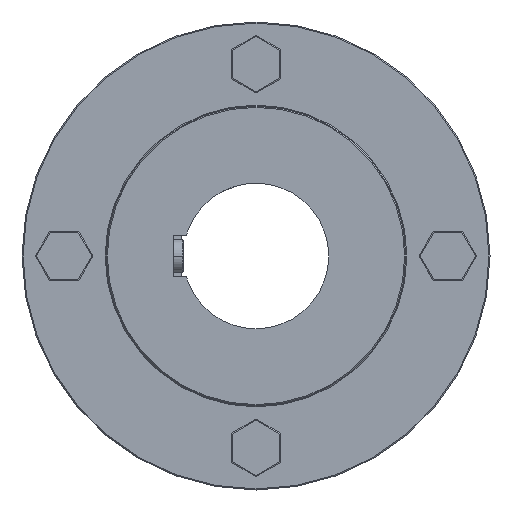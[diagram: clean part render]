
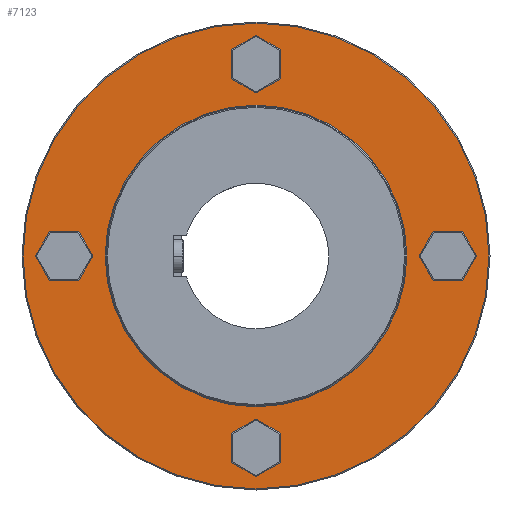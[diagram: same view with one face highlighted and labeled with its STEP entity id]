
A CAD part, left-side view. The second image highlights one B-rep face of the part: STEP entity #7123.
In plain terms, the highlighted planar face has unit normal (-1, 0, 0).
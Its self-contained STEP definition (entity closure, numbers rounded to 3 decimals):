
#228 = CIRCLE ( 'NONE', #10805, 8. ) ;
#233 = CIRCLE ( 'NONE', #10810, 8. ) ;
#240 = CIRCLE ( 'NONE', #10812, 8. ) ;
#244 = CIRCLE ( 'NONE', #10814, 8. ) ;
#252 = CIRCLE ( 'NONE', #10815, 72.5 ) ;
#627 = CARTESIAN_POINT ( 'NONE',  ( -45., 92.25, 0. ) ) ;
#628 = CARTESIAN_POINT ( 'NONE',  ( -45., 0., -92.25 ) ) ;
#629 = DIRECTION ( 'NONE',  ( -1., 0., 0. ) ) ;
#630 = DIRECTION ( 'NONE',  ( 0., 0., 1. ) ) ;
#637 = CARTESIAN_POINT ( 'NONE',  ( -45., 0., 92.25 ) ) ;
#639 = DIRECTION ( 'NONE',  ( -1., 0., 0. ) ) ;
#640 = DIRECTION ( 'NONE',  ( 0., 0., 1. ) ) ;
#647 = CARTESIAN_POINT ( 'NONE',  ( -45., -92.25, 0. ) ) ;
#649 = DIRECTION ( 'NONE',  ( -1., 0., 0. ) ) ;
#650 = DIRECTION ( 'NONE',  ( 0., 0., 1. ) ) ;
#705 = DIRECTION ( 'NONE',  ( -1., 0., 0. ) ) ;
#706 = DIRECTION ( 'NONE',  ( 0., 0., 1. ) ) ;
#761 = CARTESIAN_POINT ( 'NONE',  ( -45., 0., 0. ) ) ;
#762 = DIRECTION ( 'NONE',  ( 1., 0., 0. ) ) ;
#763 = DIRECTION ( 'NONE',  ( 0., 0., 1. ) ) ;
#1043 = FACE_OUTER_BOUND ( 'NONE', #7892, .T. ) ;
#1049 = FACE_BOUND ( 'NONE', #7879, .T. ) ;
#1050 = FACE_BOUND ( 'NONE', #7894, .T. ) ;
#1052 = FACE_BOUND ( 'NONE', #7889, .T. ) ;
#1054 = FACE_BOUND ( 'NONE', #7890, .T. ) ;
#1056 = FACE_BOUND ( 'NONE', #7891, .T. ) ;
#1326 = CARTESIAN_POINT ( 'NONE',  ( -45., 112.5, 0. ) ) ;
#1328 = PLANE ( 'NONE',  #10870 ) ;
#1331 = DIRECTION ( 'NONE',  ( -1., 0., 0. ) ) ;
#1332 = DIRECTION ( 'NONE',  ( 0., 0., 1. ) ) ;
#1774 = CARTESIAN_POINT ( 'NONE',  ( -45., -92.25, 8. ) ) ;
#1775 = CARTESIAN_POINT ( 'NONE',  ( -45., -92.25, -8. ) ) ;
#1777 = CARTESIAN_POINT ( 'NONE',  ( -45., 0., -84.25 ) ) ;
#1778 = CARTESIAN_POINT ( 'NONE',  ( -45., 0., -100.25 ) ) ;
#1782 = CARTESIAN_POINT ( 'NONE',  ( -45., 0., 84.25 ) ) ;
#1783 = CARTESIAN_POINT ( 'NONE',  ( -45., 0., 100.25 ) ) ;
#1784 = CARTESIAN_POINT ( 'NONE',  ( -45., 92.25, -8. ) ) ;
#1786 = CARTESIAN_POINT ( 'NONE',  ( -45., 92.25, 8. ) ) ;
#2078 = CARTESIAN_POINT ( 'NONE',  ( -45., 0., -72.5 ) ) ;
#2081 = CARTESIAN_POINT ( 'NONE',  ( -45., 0., 112. ) ) ;
#2082 = CARTESIAN_POINT ( 'NONE',  ( -45., 0., -112. ) ) ;
#2084 = CARTESIAN_POINT ( 'NONE',  ( -45., 0., 72.5 ) ) ;
#2943 = AXIS2_PLACEMENT_3D ( 'NONE', #3900, #3901, #3902 ) ;
#2986 = AXIS2_PLACEMENT_3D ( 'NONE', #4109, #4120, #4121 ) ;
#2988 = AXIS2_PLACEMENT_3D ( 'NONE', #4119, #4126, #4127 ) ;
#2990 = AXIS2_PLACEMENT_3D ( 'NONE', #4128, #4137, #4138 ) ;
#2992 = AXIS2_PLACEMENT_3D ( 'NONE', #4133, #4140, #4141 ) ;
#2993 = AXIS2_PLACEMENT_3D ( 'NONE', #4136, #4143, #4144 ) ;
#2994 = AXIS2_PLACEMENT_3D ( 'NONE', #4139, #4145, #4146 ) ;
#3900 = CARTESIAN_POINT ( 'NONE',  ( -45., 0., 0. ) ) ;
#3901 = DIRECTION ( 'NONE',  ( -1., 0., 0. ) ) ;
#3902 = DIRECTION ( 'NONE',  ( 0., 0., 1. ) ) ;
#4109 = CARTESIAN_POINT ( 'NONE',  ( -45., -92.25, 0. ) ) ;
#4119 = CARTESIAN_POINT ( 'NONE',  ( -45., 92.25, 0. ) ) ;
#4120 = DIRECTION ( 'NONE',  ( -1., 0., 0. ) ) ;
#4121 = DIRECTION ( 'NONE',  ( 0., 0., 1. ) ) ;
#4126 = DIRECTION ( 'NONE',  ( -1., 0., 0. ) ) ;
#4127 = DIRECTION ( 'NONE',  ( 0., 0., 1. ) ) ;
#4128 = CARTESIAN_POINT ( 'NONE',  ( -45., 0., 0. ) ) ;
#4133 = CARTESIAN_POINT ( 'NONE',  ( -45., 0., 92.25 ) ) ;
#4136 = CARTESIAN_POINT ( 'NONE',  ( -45., 0., -92.25 ) ) ;
#4137 = DIRECTION ( 'NONE',  ( 1., 0., 0. ) ) ;
#4138 = DIRECTION ( 'NONE',  ( 0., 0., 1. ) ) ;
#4139 = CARTESIAN_POINT ( 'NONE',  ( -45., 0., 0. ) ) ;
#4140 = DIRECTION ( 'NONE',  ( -1., 0., 0. ) ) ;
#4141 = DIRECTION ( 'NONE',  ( 0., 0., 1. ) ) ;
#4143 = DIRECTION ( 'NONE',  ( -1., 0., 0. ) ) ;
#4144 = DIRECTION ( 'NONE',  ( 0., 0., 1. ) ) ;
#4145 = DIRECTION ( 'NONE',  ( -1., 0., 0. ) ) ;
#4146 = DIRECTION ( 'NONE',  ( 0., 0., 1. ) ) ;
#4848 = CIRCLE ( 'NONE', #2943, 112. ) ;
#4900 = CIRCLE ( 'NONE', #2986, 8. ) ;
#4903 = CIRCLE ( 'NONE', #2988, 8. ) ;
#4907 = CIRCLE ( 'NONE', #2990, 72.5 ) ;
#4909 = CIRCLE ( 'NONE', #2992, 8. ) ;
#4911 = CIRCLE ( 'NONE', #2993, 8. ) ;
#4913 = CIRCLE ( 'NONE', #2994, 112. ) ;
#7048 = EDGE_CURVE ( 'NONE', #7401, #7403, #228, .T. ) ;
#7052 = EDGE_CURVE ( 'NONE', #7399, #7400, #233, .T. ) ;
#7056 = EDGE_CURVE ( 'NONE', #7392, #7391, #240, .T. ) ;
#7060 = EDGE_CURVE ( 'NONE', #7395, #7394, #244, .T. ) ;
#7066 = EDGE_CURVE ( 'NONE', #7695, #7701, #252, .T. ) ;
#7123 = ADVANCED_FACE ( 'NONE', ( #1049, #1052, #1054, #1056, #1043, #1050 ), #1328, .T. ) ;
#7391 = VERTEX_POINT ( 'NONE', #1774 ) ;
#7392 = VERTEX_POINT ( 'NONE', #1775 ) ;
#7394 = VERTEX_POINT ( 'NONE', #1777 ) ;
#7395 = VERTEX_POINT ( 'NONE', #1778 ) ;
#7399 = VERTEX_POINT ( 'NONE', #1782 ) ;
#7400 = VERTEX_POINT ( 'NONE', #1783 ) ;
#7401 = VERTEX_POINT ( 'NONE', #1784 ) ;
#7403 = VERTEX_POINT ( 'NONE', #1786 ) ;
#7695 = VERTEX_POINT ( 'NONE', #2078 ) ;
#7698 = VERTEX_POINT ( 'NONE', #2081 ) ;
#7699 = VERTEX_POINT ( 'NONE', #2082 ) ;
#7701 = VERTEX_POINT ( 'NONE', #2084 ) ;
#7879 = EDGE_LOOP ( 'NONE', ( #8310, #8311 ) ) ;
#7889 = EDGE_LOOP ( 'NONE', ( #8312, #8313 ) ) ;
#7890 = EDGE_LOOP ( 'NONE', ( #8314, #8315 ) ) ;
#7891 = EDGE_LOOP ( 'NONE', ( #8316, #8317 ) ) ;
#7892 = EDGE_LOOP ( 'NONE', ( #8318, #8319 ) ) ;
#7894 = EDGE_LOOP ( 'NONE', ( #8320, #8321 ) ) ;
#8310 = ORIENTED_EDGE ( 'NONE', *, *, #7048, .F. ) ;
#8311 = ORIENTED_EDGE ( 'NONE', *, *, #9418, .F. ) ;
#8312 = ORIENTED_EDGE ( 'NONE', *, *, #7052, .F. ) ;
#8313 = ORIENTED_EDGE ( 'NONE', *, *, #9423, .F. ) ;
#8314 = ORIENTED_EDGE ( 'NONE', *, *, #7056, .F. ) ;
#8315 = ORIENTED_EDGE ( 'NONE', *, *, #9416, .F. ) ;
#8316 = ORIENTED_EDGE ( 'NONE', *, *, #7060, .F. ) ;
#8317 = ORIENTED_EDGE ( 'NONE', *, *, #9424, .F. ) ;
#8318 = ORIENTED_EDGE ( 'NONE', *, *, #9425, .T. ) ;
#8319 = ORIENTED_EDGE ( 'NONE', *, *, #9378, .T. ) ;
#8320 = ORIENTED_EDGE ( 'NONE', *, *, #7066, .T. ) ;
#8321 = ORIENTED_EDGE ( 'NONE', *, *, #9422, .T. ) ;
#9378 = EDGE_CURVE ( 'NONE', #7698, #7699, #4848, .T. ) ;
#9416 = EDGE_CURVE ( 'NONE', #7391, #7392, #4900, .T. ) ;
#9418 = EDGE_CURVE ( 'NONE', #7403, #7401, #4903, .T. ) ;
#9422 = EDGE_CURVE ( 'NONE', #7701, #7695, #4907, .T. ) ;
#9423 = EDGE_CURVE ( 'NONE', #7400, #7399, #4909, .T. ) ;
#9424 = EDGE_CURVE ( 'NONE', #7394, #7395, #4911, .T. ) ;
#9425 = EDGE_CURVE ( 'NONE', #7699, #7698, #4913, .T. ) ;
#10805 = AXIS2_PLACEMENT_3D ( 'NONE', #627, #629, #630 ) ;
#10810 = AXIS2_PLACEMENT_3D ( 'NONE', #637, #639, #640 ) ;
#10812 = AXIS2_PLACEMENT_3D ( 'NONE', #647, #649, #650 ) ;
#10814 = AXIS2_PLACEMENT_3D ( 'NONE', #628, #705, #706 ) ;
#10815 = AXIS2_PLACEMENT_3D ( 'NONE', #761, #762, #763 ) ;
#10870 = AXIS2_PLACEMENT_3D ( 'NONE', #1326, #1331, #1332 ) ;
